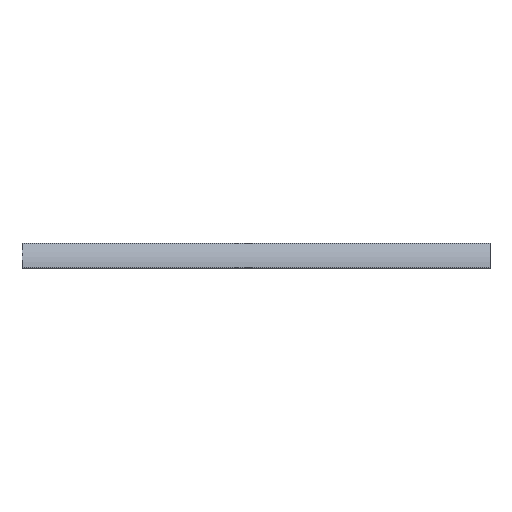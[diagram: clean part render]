
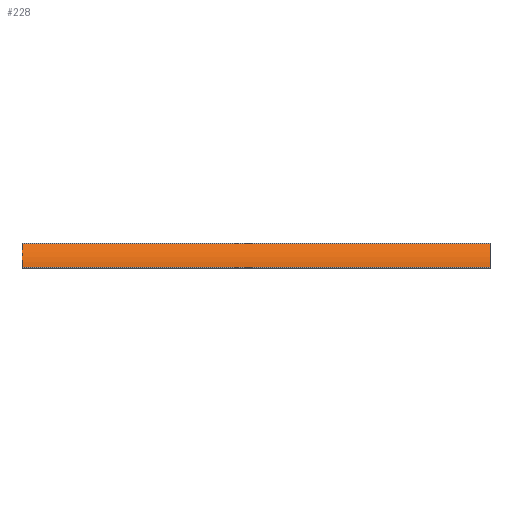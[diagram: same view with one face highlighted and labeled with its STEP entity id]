
A CAD part, top view. The second image highlights one B-rep face of the part: STEP entity #228.
In plain terms, the highlighted cylindrical face has radius 80 mm (diameter 160 mm), a partial arc.
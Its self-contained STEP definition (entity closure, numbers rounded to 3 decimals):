
#167 = AXIS2_PLACEMENT_3D ( 'NONE', #3135, #3137, #3138 ) ;
#170 = AXIS2_PLACEMENT_3D ( 'NONE', #3136, #3142, #3143 ) ;
#228 = ADVANCED_FACE ( 'NONE', ( #1130 ), #2719, .T. ) ;
#371 = VECTOR ( 'NONE', #3122, 1000. ) ;
#384 = LINE ( 'NONE', #3107, #371 ) ;
#398 = CIRCLE ( 'NONE', #167, 80. ) ;
#401 = CIRCLE ( 'NONE', #170, 80. ) ;
#459 = LINE ( 'NONE', #3220, #460 ) ;
#460 = VECTOR ( 'NONE', #3221, 1000. ) ;
#940 = AXIS2_PLACEMENT_3D ( 'NONE', #4085, #4084, #4083 ) ;
#996 = EDGE_CURVE ( 'NONE', #3954, #3957, #384, .T. ) ;
#1003 = EDGE_CURVE ( 'NONE', #3969, #3957, #398, .T. ) ;
#1005 = EDGE_CURVE ( 'NONE', #3954, #3904, #401, .T. ) ;
#1040 = EDGE_CURVE ( 'NONE', #3904, #3969, #459, .T. ) ;
#1130 = FACE_OUTER_BOUND ( 'NONE', #2417, .T. ) ;
#2417 = EDGE_LOOP ( 'NONE', ( #2570, #2569, #2568, #2567 ) ) ;
#2567 = ORIENTED_EDGE ( 'NONE', *, *, #1040, .F. ) ;
#2568 = ORIENTED_EDGE ( 'NONE', *, *, #1003, .F. ) ;
#2569 = ORIENTED_EDGE ( 'NONE', *, *, #996, .T. ) ;
#2570 = ORIENTED_EDGE ( 'NONE', *, *, #1005, .F. ) ;
#2719 = CYLINDRICAL_SURFACE ( 'NONE', #940, 80. ) ;
#3107 = CARTESIAN_POINT ( 'NONE',  ( -1074.87, -19.844, 24.506 ) ) ;
#3122 = DIRECTION ( 'NONE',  ( 1., 0., 0. ) ) ;
#3135 = CARTESIAN_POINT ( 'NONE',  ( 0., -22.961, -55.433 ) ) ;
#3136 = CARTESIAN_POINT ( 'NONE',  ( -1000., -22.961, -55.433 ) ) ;
#3137 = DIRECTION ( 'NONE',  ( 1., 0., 0. ) ) ;
#3138 = DIRECTION ( 'NONE',  ( 0., 0., -1. ) ) ;
#3142 = DIRECTION ( 'NONE',  ( -1., 0., 0. ) ) ;
#3143 = DIRECTION ( 'NONE',  ( 0., 0., -1. ) ) ;
#3220 = CARTESIAN_POINT ( 'NONE',  ( -1074.87, 31.361, 3.297 ) ) ;
#3221 = DIRECTION ( 'NONE',  ( 1., 0., 0. ) ) ;
#3610 = CARTESIAN_POINT ( 'NONE',  ( -1000., 31.361, 3.297 ) ) ;
#3660 = CARTESIAN_POINT ( 'NONE',  ( -1000., -19.844, 24.506 ) ) ;
#3663 = CARTESIAN_POINT ( 'NONE',  ( 0., -19.844, 24.506 ) ) ;
#3675 = CARTESIAN_POINT ( 'NONE',  ( 0., 31.361, 3.297 ) ) ;
#3904 = VERTEX_POINT ( 'NONE', #3610 ) ;
#3954 = VERTEX_POINT ( 'NONE', #3660 ) ;
#3957 = VERTEX_POINT ( 'NONE', #3663 ) ;
#3969 = VERTEX_POINT ( 'NONE', #3675 ) ;
#4083 = DIRECTION ( 'NONE',  ( 0., 0., -1. ) ) ;
#4084 = DIRECTION ( 'NONE',  ( 1., 0., 0. ) ) ;
#4085 = CARTESIAN_POINT ( 'NONE',  ( -1074.87, -22.961, -55.433 ) ) ;
